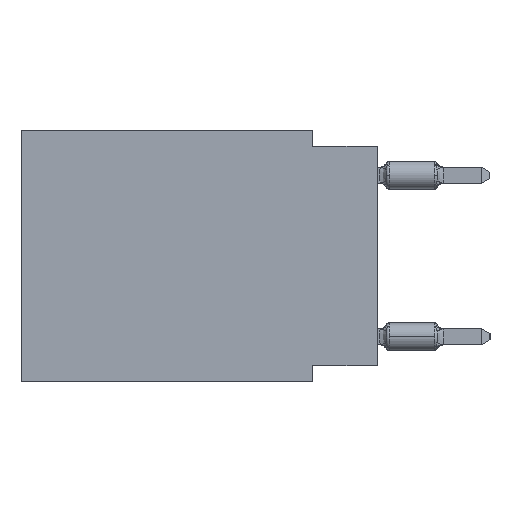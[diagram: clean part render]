
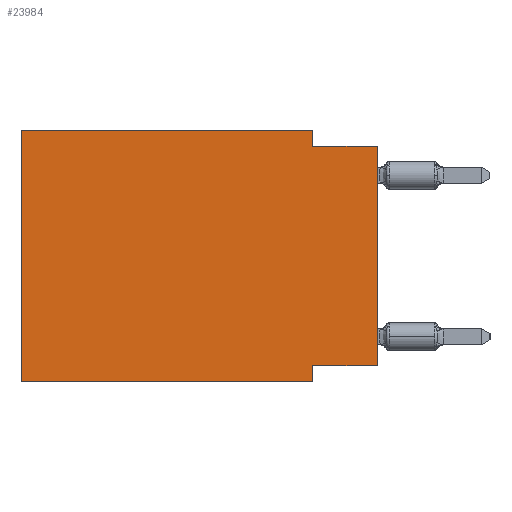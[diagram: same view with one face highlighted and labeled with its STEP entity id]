
A CAD part, left-side view. The second image highlights one B-rep face of the part: STEP entity #23984.
In plain terms, the highlighted planar face has unit normal (-1, 0, 0).
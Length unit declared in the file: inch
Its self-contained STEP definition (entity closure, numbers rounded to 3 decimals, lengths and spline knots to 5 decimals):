
#1305 = DIRECTION ( 'NONE',  ( 0., -1., 0. ) ) ;
#1458 = CARTESIAN_POINT ( 'NONE',  ( 0., 0., -0.365 ) ) ;
#1805 = ORIENTED_EDGE ( 'NONE', *, *, #28009, .T. ) ;
#1922 = VECTOR ( 'NONE', #42765, 39.37008 ) ;
#2330 = CARTESIAN_POINT ( 'NONE',  ( 0., 0.1, -0.365 ) ) ;
#3476 = LINE ( 'NONE', #42208, #40994 ) ;
#3936 = ORIENTED_EDGE ( 'NONE', *, *, #32108, .F. ) ;
#4149 = CARTESIAN_POINT ( 'NONE',  ( 0., 0., -0.025 ) ) ;
#4564 = ORIENTED_EDGE ( 'NONE', *, *, #39521, .F. ) ;
#5149 = EDGE_CURVE ( 'NONE', #11883, #30624, #43204, .T. ) ;
#5563 = VECTOR ( 'NONE', #32978, 39.37008 ) ;
#7341 = VERTEX_POINT ( 'NONE', #37736 ) ;
#8154 = LINE ( 'NONE', #11279, #23472 ) ;
#8272 = CARTESIAN_POINT ( 'NONE',  ( 0., 0.55, -0.39 ) ) ;
#8940 = ORIENTED_EDGE ( 'NONE', *, *, #38104, .F. ) ;
#10474 = VERTEX_POINT ( 'NONE', #13804 ) ;
#11033 = CARTESIAN_POINT ( 'NONE',  ( 0., 0.55, 0. ) ) ;
#11279 = CARTESIAN_POINT ( 'NONE',  ( 0., 0.55, 0. ) ) ;
#11883 = VERTEX_POINT ( 'NONE', #1458 ) ;
#12096 = CARTESIAN_POINT ( 'NONE',  ( 0., 0., -0.025 ) ) ;
#13115 = CARTESIAN_POINT ( 'NONE',  ( 0., 0.1, -0.39 ) ) ;
#13643 = CARTESIAN_POINT ( 'NONE',  ( 0., 0.55, 0. ) ) ;
#13804 = CARTESIAN_POINT ( 'NONE',  ( 0., 0.1, 0. ) ) ;
#14502 = LINE ( 'NONE', #41333, #14606 ) ;
#14606 = VECTOR ( 'NONE', #30705, 39.37008 ) ;
#15200 = ORIENTED_EDGE ( 'NONE', *, *, #21374, .F. ) ;
#15821 = VERTEX_POINT ( 'NONE', #17882 ) ;
#16206 = VERTEX_POINT ( 'NONE', #2330 ) ;
#16402 = EDGE_LOOP ( 'NONE', ( #22880, #15200, #24797, #4564, #27087, #1805, #3936, #8940 ) ) ;
#16802 = DIRECTION ( 'NONE',  ( 0., 1., 0. ) ) ;
#17646 = DIRECTION ( 'NONE',  ( 0., -1., 0. ) ) ;
#17668 = DIRECTION ( 'NONE',  ( 0., -1., 0. ) ) ;
#17679 = DIRECTION ( 'NONE',  ( 1., 0., 0. ) ) ;
#17689 = CARTESIAN_POINT ( 'NONE',  ( 0., 0., -0.365 ) ) ;
#17882 = CARTESIAN_POINT ( 'NONE',  ( 0., 0.1, -0.025 ) ) ;
#17891 = PLANE ( 'NONE',  #28016 ) ;
#21374 = EDGE_CURVE ( 'NONE', #15821, #30624, #23870, .T. ) ;
#22880 = ORIENTED_EDGE ( 'NONE', *, *, #5149, .T. ) ;
#23035 = EDGE_CURVE ( 'NONE', #10474, #15821, #14502, .T. ) ;
#23472 = VECTOR ( 'NONE', #1305, 39.37008 ) ;
#23830 = LINE ( 'NONE', #13643, #35907 ) ;
#23870 = LINE ( 'NONE', #4149, #42153 ) ;
#23984 = ADVANCED_FACE ( 'NONE', ( #41627 ), #17891, .F. ) ;
#24196 = EDGE_CURVE ( 'NONE', #29868, #7341, #23830, .T. ) ;
#24247 = LINE ( 'NONE', #26544, #5563 ) ;
#24797 = ORIENTED_EDGE ( 'NONE', *, *, #23035, .F. ) ;
#26544 = CARTESIAN_POINT ( 'NONE',  ( 0., 0.1, -0.39 ) ) ;
#27087 = ORIENTED_EDGE ( 'NONE', *, *, #24196, .F. ) ;
#28009 = EDGE_CURVE ( 'NONE', #29868, #42712, #3476, .T. ) ;
#28016 = AXIS2_PLACEMENT_3D ( 'NONE', #11033, #17679, #35177 ) ;
#29224 = CARTESIAN_POINT ( 'NONE',  ( 0., 0., 0. ) ) ;
#29868 = VERTEX_POINT ( 'NONE', #8272 ) ;
#30624 = VERTEX_POINT ( 'NONE', #12096 ) ;
#30705 = DIRECTION ( 'NONE',  ( 0., 0., -1. ) ) ;
#32108 = EDGE_CURVE ( 'NONE', #16206, #42712, #24247, .T. ) ;
#32978 = DIRECTION ( 'NONE',  ( 0., 0., -1. ) ) ;
#35177 = DIRECTION ( 'NONE',  ( 0., 0., -1. ) ) ;
#35907 = VECTOR ( 'NONE', #36472, 39.37008 ) ;
#36472 = DIRECTION ( 'NONE',  ( 0., 0., 1. ) ) ;
#37623 = LINE ( 'NONE', #17689, #43318 ) ;
#37736 = CARTESIAN_POINT ( 'NONE',  ( 0., 0.55, 0. ) ) ;
#38104 = EDGE_CURVE ( 'NONE', #11883, #16206, #37623, .T. ) ;
#39521 = EDGE_CURVE ( 'NONE', #7341, #10474, #8154, .T. ) ;
#40994 = VECTOR ( 'NONE', #17646, 39.37008 ) ;
#41333 = CARTESIAN_POINT ( 'NONE',  ( 0., 0.1, 0. ) ) ;
#41627 = FACE_OUTER_BOUND ( 'NONE', #16402, .T. ) ;
#42153 = VECTOR ( 'NONE', #17668, 39.37008 ) ;
#42208 = CARTESIAN_POINT ( 'NONE',  ( 0., 0.55, -0.39 ) ) ;
#42712 = VERTEX_POINT ( 'NONE', #13115 ) ;
#42765 = DIRECTION ( 'NONE',  ( 0., 0., 1. ) ) ;
#43204 = LINE ( 'NONE', #29224, #1922 ) ;
#43318 = VECTOR ( 'NONE', #16802, 39.37008 ) ;
